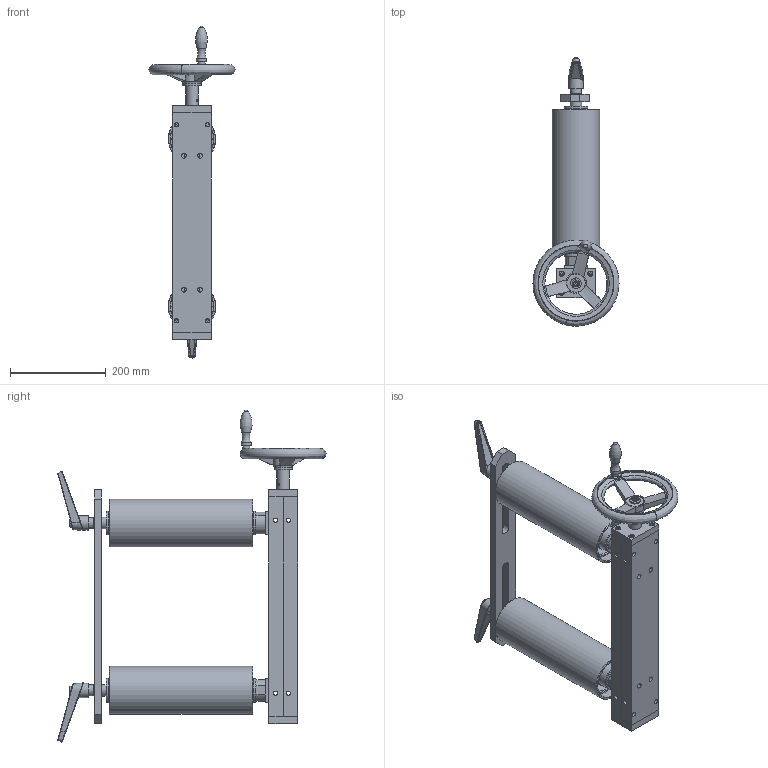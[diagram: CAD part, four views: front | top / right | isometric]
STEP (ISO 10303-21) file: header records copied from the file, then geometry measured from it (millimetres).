
FILE_DESCRIPTION (( 'STEP AP203' ), '1' );
FILE_NAME ('250701 STEP 3-300438-00_7720.STEP', '2025-07-01T13:23:44', ( '' ), ( '' ), 'SwSTEP 2.0', 'SolidWorks 2024', '' );
FILE_SCHEMA (( 'CONFIG_CONTROL_DESIGN' ));
Length unit declared in the file: millimetre
Products named in the file (1): 250701 STEP 3-300438-00_7720
Bounding box: 179.99 x 561.38 x 694.38 mm (x, y, z)
Surface area: 811743.2 mm2 (no closed solid volume)
Topology: 0 solids, 46 shells, 407 faces, 1375 edges, 992 vertices
Faces by surface type: plane 186, cylinder 105, bspline 80, cone 32, torus 3, sphere 1
Full cylindrical faces by diameter (mm): 4 x2, 8.5 x4, 9 x8, 10 x2, 10.2 x4, 11 x12, 15 x1, 18 x2, 18.5 x2, 20 x3, 21 x1, 22 x1, 23 x6, 24 x2, 26 x1, 30 x2, 38 x2, 47 x4, 49.5 x2, 50 x6, 55 x1, 80 x2, 90 x4, 100 x2, 158 x1
Entity records: 33580 total; most frequent: CARTESIAN_POINT 23147, ORIENTED_EDGE 1882, DIRECTION 1854, EDGE_CURVE 1220, VERTEX_POINT 959, AXIS2_PLACEMENT_3D 661, EDGE_LOOP 632, LINE 532
